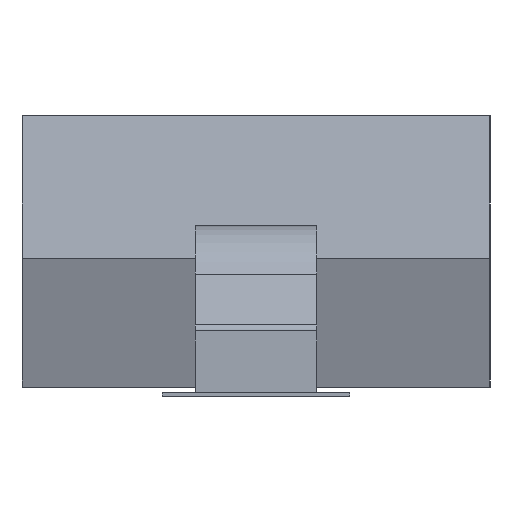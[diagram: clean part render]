
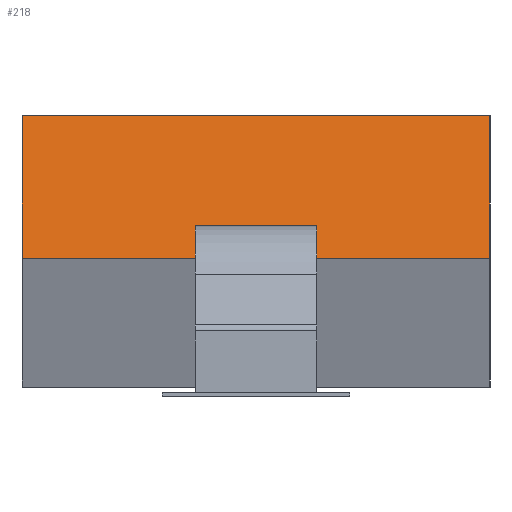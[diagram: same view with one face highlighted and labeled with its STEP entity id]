
A CAD part, left-side view. The second image highlights one B-rep face of the part: STEP entity #218.
In plain terms, the highlighted planar face has unit normal (-0.981, 0, 0.196).
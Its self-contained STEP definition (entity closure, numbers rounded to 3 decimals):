
#218=ADVANCED_FACE('',(#306),#266,.F.);
#266=PLANE('',#1119);
#306=FACE_OUTER_BOUND('',#352,.T.);
#352=EDGE_LOOP('',(#435,#436,#437,#438,#439,#440,#441,#442));
#435=ORIENTED_EDGE('',*,*,#773,.T.);
#436=ORIENTED_EDGE('',*,*,#759,.T.);
#437=ORIENTED_EDGE('',*,*,#752,.T.);
#438=ORIENTED_EDGE('',*,*,#772,.F.);
#439=ORIENTED_EDGE('',*,*,#774,.T.);
#440=ORIENTED_EDGE('',*,*,#775,.T.);
#441=ORIENTED_EDGE('',*,*,#776,.F.);
#442=ORIENTED_EDGE('',*,*,#777,.F.);
#664=VERTEX_POINT('',#1434);
#665=VERTEX_POINT('',#1436);
#670=VERTEX_POINT('',#1450);
#678=VERTEX_POINT('',#1473);
#679=VERTEX_POINT('',#1477);
#680=VERTEX_POINT('',#1479);
#681=VERTEX_POINT('',#1481);
#682=VERTEX_POINT('',#1483);
#752=EDGE_CURVE('',#665,#664,#884,.T.);
#759=EDGE_CURVE('',#670,#665,#891,.T.);
#772=EDGE_CURVE('',#678,#664,#904,.T.);
#773=EDGE_CURVE('',#679,#670,#905,.T.);
#774=EDGE_CURVE('',#678,#680,#906,.T.);
#775=EDGE_CURVE('',#680,#681,#907,.T.);
#776=EDGE_CURVE('',#682,#681,#908,.T.);
#777=EDGE_CURVE('',#679,#682,#909,.T.);
#884=LINE('',#1435,#1000);
#891=LINE('',#1449,#1007);
#904=LINE('',#1474,#1020);
#905=LINE('',#1476,#1021);
#906=LINE('',#1478,#1022);
#907=LINE('',#1480,#1023);
#908=LINE('',#1482,#1024);
#909=LINE('',#1484,#1025);
#1000=VECTOR('',#1185,1.);
#1007=VECTOR('',#1196,1.);
#1020=VECTOR('',#1215,1.);
#1021=VECTOR('',#1218,1.);
#1022=VECTOR('',#1219,1.);
#1023=VECTOR('',#1220,1.);
#1024=VECTOR('',#1221,1.);
#1025=VECTOR('',#1222,1.);
#1119=AXIS2_PLACEMENT_3D('',#1485,#1223,#1224);
#1185=DIRECTION('',(0.,1.,0.));
#1196=DIRECTION('',(0.196,0.,0.981));
#1215=DIRECTION('',(0.196,0.,0.981));
#1218=DIRECTION('',(0.,-1.,0.));
#1219=DIRECTION('',(0.,-1.,0.));
#1220=DIRECTION('',(0.196,0.,0.981));
#1221=DIRECTION('',(0.,1.,0.));
#1222=DIRECTION('',(0.196,0.,0.981));
#1223=DIRECTION('',(0.981,0.,-0.196));
#1224=DIRECTION('',(-0.196,0.,-0.981));
#1434=CARTESIAN_POINT('',(-0.774,0.625,0.826));
#1435=CARTESIAN_POINT('',(-0.774,-0.625,0.826));
#1436=CARTESIAN_POINT('',(-0.774,-0.625,0.826));
#1449=CARTESIAN_POINT('',(-0.85,-0.625,0.445));
#1450=CARTESIAN_POINT('',(-0.85,-0.625,0.445));
#1473=CARTESIAN_POINT('',(-0.85,0.625,0.445));
#1474=CARTESIAN_POINT('',(-0.85,0.625,0.445));
#1476=CARTESIAN_POINT('',(-0.85,-0.163,0.445));
#1477=CARTESIAN_POINT('',(-0.85,-0.163,0.445));
#1478=CARTESIAN_POINT('',(-0.85,0.625,0.445));
#1479=CARTESIAN_POINT('',(-0.85,0.163,0.445));
#1480=CARTESIAN_POINT('',(-0.85,0.163,0.445));
#1481=CARTESIAN_POINT('',(-0.833,0.163,0.533));
#1482=CARTESIAN_POINT('',(-0.833,-0.163,0.533));
#1483=CARTESIAN_POINT('',(-0.833,-0.163,0.533));
#1484=CARTESIAN_POINT('',(-0.85,-0.163,0.445));
#1485=CARTESIAN_POINT('',(-0.85,-0.625,0.445));
